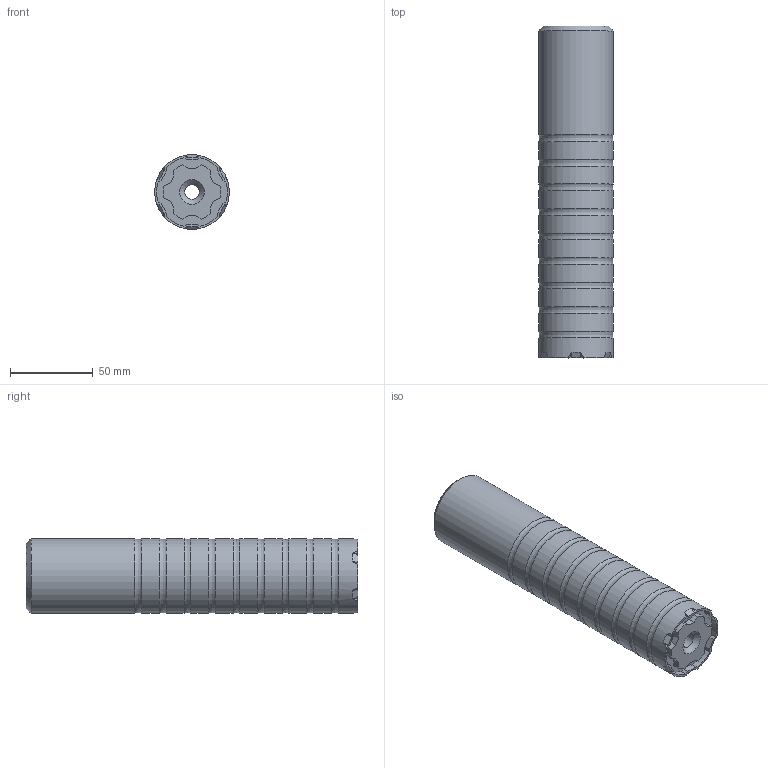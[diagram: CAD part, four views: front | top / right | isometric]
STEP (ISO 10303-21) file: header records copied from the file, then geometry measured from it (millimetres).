
FILE_DESCRIPTION(/* description */ (''),/* implementation_level */ '2;1');
FILE_NAME(/* name */ '2_Battery_Barrel_Body.step',/* time_stamp */ '2023-08-25T21:24:13+01:00',/* author */ (''),/* organization */ (''),/* preprocessor_version */ 'ST-DEVELOPER v20',/* originating_system */ 'Autodesk Translation Framework v12.9.0.99',/* authorisation */ '');
FILE_SCHEMA (('AUTOMOTIVE_DESIGN { 1 0 10303 214 3 1 1 }'));
Length unit declared in the file: millimetre
Products named in the file (1): 2. Battery Barrel Body
Bounding box: 45 x 200 x 45 mm (x, y, z)
Volume: 90829.5 mm3; surface area: 56356.3 mm2
Topology: 1 solids, 1 shells, 127 faces, 340 edges, 219 vertices
Faces by surface type: plane 60, cylinder 47, torus 9, bspline 7, cone 4
Full cylindrical faces by diameter (mm): 8.8 x1, 34 x1, 38.208 x8, 40.2 x1, 45 x10
Entity records: 7206 total; most frequent: CARTESIAN_POINT 4018, ORIENTED_EDGE 680, DIRECTION 633, EDGE_CURVE 340, AXIS2_PLACEMENT_3D 221, VERTEX_POINT 219, LINE 191, VECTOR 191
